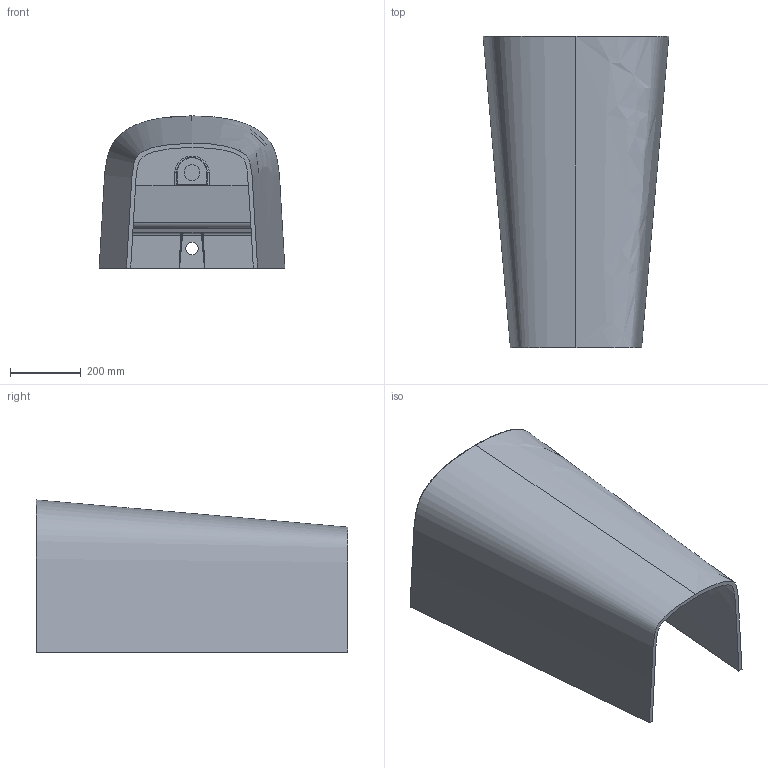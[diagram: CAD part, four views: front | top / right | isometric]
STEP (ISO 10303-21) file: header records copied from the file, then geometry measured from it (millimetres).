
FILE_DESCRIPTION (( 'STEP AP214' ), '1' );
FILE_NAME ('92.STEP', '2019-05-15T06:26:50', ( '' ), ( '' ), 'SwSTEP 2.0', 'SolidWorks 2018', '' );
FILE_SCHEMA (( 'AUTOMOTIVE_DESIGN' ));
Length unit declared in the file: millimetre
Products named in the file (2): 92
Bounding box: 524.81 x 880 x 429.9 mm (x, y, z)
Volume: 15787181.8 mm3; surface area: 2339490.8 mm2
Topology: 1 solids, 1 shells, 88 faces, 213 edges, 127 vertices
Faces by surface type: bspline 53, cylinder 16, plane 15, torus 2, cone 2
Entity records: 11991 total; most frequent: CARTESIAN_POINT 10339, ORIENTED_EDGE 422, EDGE_CURVE 211, DIRECTION 211, VERTEX_POINT 127, B_SPLINE_CURVE_WITH_KNOTS 106, EDGE_LOOP 92, ADVANCED_FACE 88
